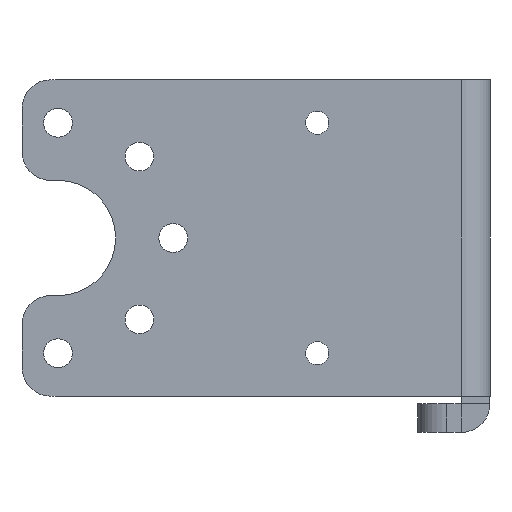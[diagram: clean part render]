
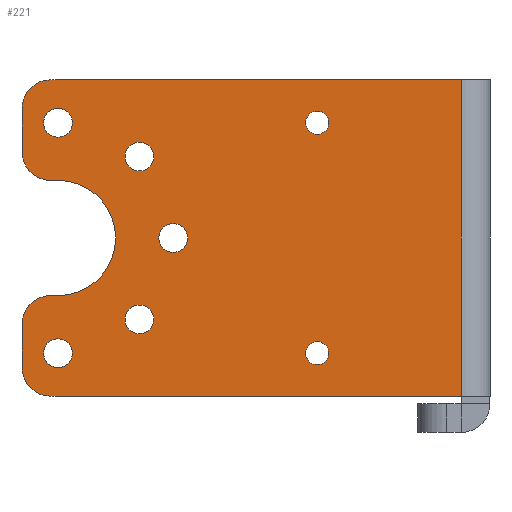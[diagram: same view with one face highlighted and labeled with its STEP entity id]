
A CAD part, left-side view. The second image highlights one B-rep face of the part: STEP entity #221.
In plain terms, the highlighted planar face has unit normal (-1, 0, 0).
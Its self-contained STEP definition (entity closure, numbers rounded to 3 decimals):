
#221=ADVANCED_FACE('',(#355,#356,#357,#358,#359,#360,#361,#362),#307,.F.);
#307=PLANE('',#1979);
#355=FACE_BOUND('',#426,.T.);
#356=FACE_BOUND('',#427,.T.);
#357=FACE_BOUND('',#428,.T.);
#358=FACE_BOUND('',#429,.T.);
#359=FACE_BOUND('',#430,.T.);
#360=FACE_BOUND('',#431,.T.);
#361=FACE_BOUND('',#432,.T.);
#362=FACE_BOUND('',#433,.T.);
#426=EDGE_LOOP('',(#979,#980,#981,#982,#983,#984,#985,#986,#987,#988,#989,
#990,#991,#992));
#427=EDGE_LOOP('',(#993,#994));
#428=EDGE_LOOP('',(#995,#996));
#429=EDGE_LOOP('',(#997,#998));
#430=EDGE_LOOP('',(#999,#1000));
#431=EDGE_LOOP('',(#1001,#1002));
#432=EDGE_LOOP('',(#1003,#1004));
#433=EDGE_LOOP('',(#1005,#1006));
#560=LINE('',#2912,#697);
#567=LINE('',#2934,#704);
#570=LINE('',#2942,#707);
#573=LINE('',#2950,#710);
#575=LINE('',#2956,#712);
#576=LINE('',#2958,#713);
#577=LINE('',#2960,#714);
#697=VECTOR('',#2313,1.);
#704=VECTOR('',#2338,1.);
#707=VECTOR('',#2347,1.);
#710=VECTOR('',#2356,1.);
#712=VECTOR('',#2364,1.);
#713=VECTOR('',#2365,1.);
#714=VECTOR('',#2366,1.);
#979=ORIENTED_EDGE('',*,*,#1614,.T.);
#980=ORIENTED_EDGE('',*,*,#1612,.T.);
#981=ORIENTED_EDGE('',*,*,#1610,.T.);
#982=ORIENTED_EDGE('',*,*,#1608,.F.);
#983=ORIENTED_EDGE('',*,*,#1606,.T.);
#984=ORIENTED_EDGE('',*,*,#1604,.F.);
#985=ORIENTED_EDGE('',*,*,#1602,.T.);
#986=ORIENTED_EDGE('',*,*,#1598,.F.);
#987=ORIENTED_EDGE('',*,*,#1615,.T.);
#988=ORIENTED_EDGE('',*,*,#1616,.T.);
#989=ORIENTED_EDGE('',*,*,#1617,.F.);
#990=ORIENTED_EDGE('',*,*,#1600,.F.);
#991=ORIENTED_EDGE('',*,*,#1595,.T.);
#992=ORIENTED_EDGE('',*,*,#1593,.F.);
#993=ORIENTED_EDGE('',*,*,#1618,.F.);
#994=ORIENTED_EDGE('',*,*,#1619,.F.);
#995=ORIENTED_EDGE('',*,*,#1620,.F.);
#996=ORIENTED_EDGE('',*,*,#1621,.F.);
#997=ORIENTED_EDGE('',*,*,#1622,.F.);
#998=ORIENTED_EDGE('',*,*,#1623,.F.);
#999=ORIENTED_EDGE('',*,*,#1624,.F.);
#1000=ORIENTED_EDGE('',*,*,#1625,.F.);
#1001=ORIENTED_EDGE('',*,*,#1626,.F.);
#1002=ORIENTED_EDGE('',*,*,#1627,.F.);
#1003=ORIENTED_EDGE('',*,*,#1628,.T.);
#1004=ORIENTED_EDGE('',*,*,#1629,.T.);
#1005=ORIENTED_EDGE('',*,*,#1630,.T.);
#1006=ORIENTED_EDGE('',*,*,#1631,.T.);
#1411=VERTEX_POINT('',#2911);
#1412=VERTEX_POINT('',#2913);
#1413=VERTEX_POINT('',#2917);
#1414=VERTEX_POINT('',#2921);
#1415=VERTEX_POINT('',#2923);
#1416=VERTEX_POINT('',#2927);
#1417=VERTEX_POINT('',#2931);
#1418=VERTEX_POINT('',#2935);
#1419=VERTEX_POINT('',#2939);
#1420=VERTEX_POINT('',#2943);
#1421=VERTEX_POINT('',#2947);
#1422=VERTEX_POINT('',#2951);
#1423=VERTEX_POINT('',#2957);
#1424=VERTEX_POINT('',#2959);
#1425=VERTEX_POINT('',#2962);
#1426=VERTEX_POINT('',#2963);
#1427=VERTEX_POINT('',#2966);
#1428=VERTEX_POINT('',#2967);
#1429=VERTEX_POINT('',#2970);
#1430=VERTEX_POINT('',#2971);
#1431=VERTEX_POINT('',#2974);
#1432=VERTEX_POINT('',#2975);
#1433=VERTEX_POINT('',#2978);
#1434=VERTEX_POINT('',#2979);
#1435=VERTEX_POINT('',#2982);
#1436=VERTEX_POINT('',#2983);
#1437=VERTEX_POINT('',#2986);
#1438=VERTEX_POINT('',#2987);
#1593=EDGE_CURVE('',#1411,#1412,#560,.T.);
#1595=EDGE_CURVE('',#1413,#1412,#1804,.T.);
#1598=EDGE_CURVE('',#1414,#1415,#1805,.T.);
#1600=EDGE_CURVE('',#1413,#1416,#1806,.T.);
#1602=EDGE_CURVE('',#1417,#1415,#1807,.T.);
#1604=EDGE_CURVE('',#1417,#1418,#567,.T.);
#1606=EDGE_CURVE('',#1419,#1418,#1808,.T.);
#1608=EDGE_CURVE('',#1419,#1420,#570,.T.);
#1610=EDGE_CURVE('',#1421,#1420,#1809,.T.);
#1612=EDGE_CURVE('',#1422,#1421,#573,.T.);
#1614=EDGE_CURVE('',#1411,#1422,#1810,.T.);
#1615=EDGE_CURVE('',#1414,#1423,#575,.T.);
#1616=EDGE_CURVE('',#1423,#1424,#576,.T.);
#1617=EDGE_CURVE('',#1416,#1424,#577,.T.);
#1618=EDGE_CURVE('',#1425,#1426,#1811,.T.);
#1619=EDGE_CURVE('',#1426,#1425,#1812,.T.);
#1620=EDGE_CURVE('',#1427,#1428,#1813,.T.);
#1621=EDGE_CURVE('',#1428,#1427,#1814,.T.);
#1622=EDGE_CURVE('',#1429,#1430,#1815,.T.);
#1623=EDGE_CURVE('',#1430,#1429,#1816,.T.);
#1624=EDGE_CURVE('',#1431,#1432,#1817,.T.);
#1625=EDGE_CURVE('',#1432,#1431,#1818,.T.);
#1626=EDGE_CURVE('',#1433,#1434,#1819,.T.);
#1627=EDGE_CURVE('',#1434,#1433,#1820,.T.);
#1628=EDGE_CURVE('',#1435,#1436,#1821,.T.);
#1629=EDGE_CURVE('',#1436,#1435,#1822,.T.);
#1630=EDGE_CURVE('',#1437,#1438,#1823,.T.);
#1631=EDGE_CURVE('',#1438,#1437,#1824,.T.);
#1804=CIRCLE('',#1948,2.);
#1805=CIRCLE('',#1950,11.);
#1806=CIRCLE('',#1952,11.);
#1807=CIRCLE('',#1954,2.);
#1808=CIRCLE('',#1957,2.);
#1809=CIRCLE('',#1960,4.);
#1810=CIRCLE('',#1963,2.);
#1811=CIRCLE('',#1965,1.);
#1812=CIRCLE('',#1966,1.);
#1813=CIRCLE('',#1967,1.);
#1814=CIRCLE('',#1968,1.);
#1815=CIRCLE('',#1969,1.);
#1816=CIRCLE('',#1970,1.);
#1817=CIRCLE('',#1971,1.);
#1818=CIRCLE('',#1972,1.);
#1819=CIRCLE('',#1973,1.);
#1820=CIRCLE('',#1974,1.);
#1821=CIRCLE('',#1975,0.8);
#1822=CIRCLE('',#1976,0.8);
#1823=CIRCLE('',#1977,0.8);
#1824=CIRCLE('',#1978,0.8);
#1948=AXIS2_PLACEMENT_3D('',#2916,#2317,#2318);
#1950=AXIS2_PLACEMENT_3D('',#2922,#2323,#2324);
#1952=AXIS2_PLACEMENT_3D('',#2926,#2328,#2329);
#1954=AXIS2_PLACEMENT_3D('',#2930,#2333,#2334);
#1957=AXIS2_PLACEMENT_3D('',#2938,#2342,#2343);
#1960=AXIS2_PLACEMENT_3D('',#2946,#2351,#2352);
#1963=AXIS2_PLACEMENT_3D('',#2954,#2360,#2361);
#1965=AXIS2_PLACEMENT_3D('',#2961,#2367,#2368);
#1966=AXIS2_PLACEMENT_3D('',#2964,#2369,#2370);
#1967=AXIS2_PLACEMENT_3D('',#2965,#2371,#2372);
#1968=AXIS2_PLACEMENT_3D('',#2968,#2373,#2374);
#1969=AXIS2_PLACEMENT_3D('',#2969,#2375,#2376);
#1970=AXIS2_PLACEMENT_3D('',#2972,#2377,#2378);
#1971=AXIS2_PLACEMENT_3D('',#2973,#2379,#2380);
#1972=AXIS2_PLACEMENT_3D('',#2976,#2381,#2382);
#1973=AXIS2_PLACEMENT_3D('',#2977,#2383,#2384);
#1974=AXIS2_PLACEMENT_3D('',#2980,#2385,#2386);
#1975=AXIS2_PLACEMENT_3D('',#2981,#2387,#2388);
#1976=AXIS2_PLACEMENT_3D('',#2984,#2389,#2390);
#1977=AXIS2_PLACEMENT_3D('',#2985,#2391,#2392);
#1978=AXIS2_PLACEMENT_3D('',#2988,#2393,#2394);
#1979=AXIS2_PLACEMENT_3D('',#2989,#2395,#2396);
#2313=DIRECTION('',(0.,0.,1.));
#2317=DIRECTION('',(-1.,0.,0.));
#2318=DIRECTION('',(0.,0.056,0.998));
#2323=DIRECTION('',(1.,0.,0.));
#2324=DIRECTION('',(0.,0.,-1.));
#2328=DIRECTION('',(1.,0.,0.));
#2329=DIRECTION('',(0.,0.056,0.998));
#2333=DIRECTION('',(-1.,0.,0.));
#2334=DIRECTION('',(0.,1.,0.));
#2338=DIRECTION('',(0.,0.,1.));
#2342=DIRECTION('',(-1.,0.,0.));
#2343=DIRECTION('',(0.,0.,1.));
#2347=DIRECTION('',(0.,-1.,0.));
#2351=DIRECTION('',(1.,0.,0.));
#2352=DIRECTION('',(0.,0.,1.));
#2356=DIRECTION('',(0.,-1.,0.));
#2360=DIRECTION('',(-1.,0.,0.));
#2361=DIRECTION('',(0.,1.,0.));
#2364=DIRECTION('',(0.,-1.,0.));
#2365=DIRECTION('',(0.,0.,1.));
#2366=DIRECTION('',(0.,-1.,0.));
#2367=DIRECTION('',(-1.,0.,0.));
#2368=DIRECTION('',(0.,-1.,0.));
#2369=DIRECTION('',(-1.,0.,0.));
#2370=DIRECTION('',(0.,1.,0.));
#2371=DIRECTION('',(-1.,0.,0.));
#2372=DIRECTION('',(0.,-1.,0.));
#2373=DIRECTION('',(-1.,0.,0.));
#2374=DIRECTION('',(0.,1.,0.));
#2375=DIRECTION('',(-1.,0.,0.));
#2376=DIRECTION('',(0.,-1.,0.));
#2377=DIRECTION('',(-1.,0.,0.));
#2378=DIRECTION('',(0.,1.,0.));
#2379=DIRECTION('',(-1.,0.,0.));
#2380=DIRECTION('',(0.,-1.,0.));
#2381=DIRECTION('',(-1.,0.,0.));
#2382=DIRECTION('',(0.,1.,0.));
#2383=DIRECTION('',(-1.,0.,0.));
#2384=DIRECTION('',(0.,-1.,0.));
#2385=DIRECTION('',(-1.,0.,0.));
#2386=DIRECTION('',(0.,1.,0.));
#2387=DIRECTION('',(1.,0.,0.));
#2388=DIRECTION('',(0.,-1.,0.));
#2389=DIRECTION('',(1.,0.,0.));
#2390=DIRECTION('',(0.,1.,0.));
#2391=DIRECTION('',(1.,0.,0.));
#2392=DIRECTION('',(0.,-1.,0.));
#2393=DIRECTION('',(1.,0.,0.));
#2394=DIRECTION('',(0.,1.,0.));
#2395=DIRECTION('',(1.,0.,0.));
#2396=DIRECTION('',(0.,1.,0.));
#2911=CARTESIAN_POINT('',(-22.5,123.2,11.));
#2912=CARTESIAN_POINT('',(-22.5,123.2,11.));
#2913=CARTESIAN_POINT('',(-22.5,123.2,13.986));
#2916=CARTESIAN_POINT('',(-22.5,121.2,13.986));
#2917=CARTESIAN_POINT('',(-22.5,121.311,15.983));
#2921=CARTESIAN_POINT('',(-22.5,120.7,-6.));
#2922=CARTESIAN_POINT('',(-22.5,120.7,5.));
#2923=CARTESIAN_POINT('',(-22.5,121.311,-5.983));
#2926=CARTESIAN_POINT('',(-22.5,120.7,5.));
#2927=CARTESIAN_POINT('',(-22.5,120.7,16.));
#2930=CARTESIAN_POINT('',(-22.5,121.2,-3.986));
#2931=CARTESIAN_POINT('',(-22.5,123.2,-3.986));
#2934=CARTESIAN_POINT('',(-22.5,123.2,-3.986));
#2935=CARTESIAN_POINT('',(-22.5,123.2,-1.));
#2938=CARTESIAN_POINT('',(-22.5,121.2,-1.));
#2939=CARTESIAN_POINT('',(-22.5,121.2,1.));
#2942=CARTESIAN_POINT('',(-22.5,121.2,1.));
#2943=CARTESIAN_POINT('',(-22.5,120.7,1.));
#2946=CARTESIAN_POINT('',(-22.5,120.7,5.));
#2947=CARTESIAN_POINT('',(-22.5,120.7,9.));
#2950=CARTESIAN_POINT('',(-22.5,121.2,9.));
#2951=CARTESIAN_POINT('',(-22.5,121.2,9.));
#2954=CARTESIAN_POINT('',(-22.5,121.2,11.));
#2956=CARTESIAN_POINT('',(-22.5,120.7,-6.));
#2957=CARTESIAN_POINT('',(-22.5,92.7,-6.));
#2958=CARTESIAN_POINT('',(-22.5,92.7,-6.));
#2959=CARTESIAN_POINT('',(-22.5,92.7,16.));
#2960=CARTESIAN_POINT('',(-22.5,120.7,16.));
#2961=CARTESIAN_POINT('',(-22.5,120.7,-3.));
#2962=CARTESIAN_POINT('',(-22.5,119.7,-3.));
#2963=CARTESIAN_POINT('',(-22.5,121.7,-3.));
#2964=CARTESIAN_POINT('',(-22.5,120.7,-3.));
#2965=CARTESIAN_POINT('',(-22.5,115.043,-0.657));
#2966=CARTESIAN_POINT('',(-22.5,114.043,-0.657));
#2967=CARTESIAN_POINT('',(-22.5,116.043,-0.657));
#2968=CARTESIAN_POINT('',(-22.5,115.043,-0.657));
#2969=CARTESIAN_POINT('',(-22.5,112.7,5.));
#2970=CARTESIAN_POINT('',(-22.5,111.7,5.));
#2971=CARTESIAN_POINT('',(-22.5,113.7,5.));
#2972=CARTESIAN_POINT('',(-22.5,112.7,5.));
#2973=CARTESIAN_POINT('',(-22.5,115.043,10.657));
#2974=CARTESIAN_POINT('',(-22.5,114.043,10.657));
#2975=CARTESIAN_POINT('',(-22.5,116.043,10.657));
#2976=CARTESIAN_POINT('',(-22.5,115.043,10.657));
#2977=CARTESIAN_POINT('',(-22.5,120.7,13.));
#2978=CARTESIAN_POINT('',(-22.5,119.7,13.));
#2979=CARTESIAN_POINT('',(-22.5,121.7,13.));
#2980=CARTESIAN_POINT('',(-22.5,120.7,13.));
#2981=CARTESIAN_POINT('',(-22.5,102.7,13.));
#2982=CARTESIAN_POINT('',(-22.5,101.9,13.));
#2983=CARTESIAN_POINT('',(-22.5,103.5,13.));
#2984=CARTESIAN_POINT('',(-22.5,102.7,13.));
#2985=CARTESIAN_POINT('',(-22.5,102.7,-3.));
#2986=CARTESIAN_POINT('',(-22.5,101.9,-3.));
#2987=CARTESIAN_POINT('',(-22.5,103.5,-3.));
#2988=CARTESIAN_POINT('',(-22.5,102.7,-3.));
#2989=CARTESIAN_POINT('',(-22.5,135.7,-6.));
